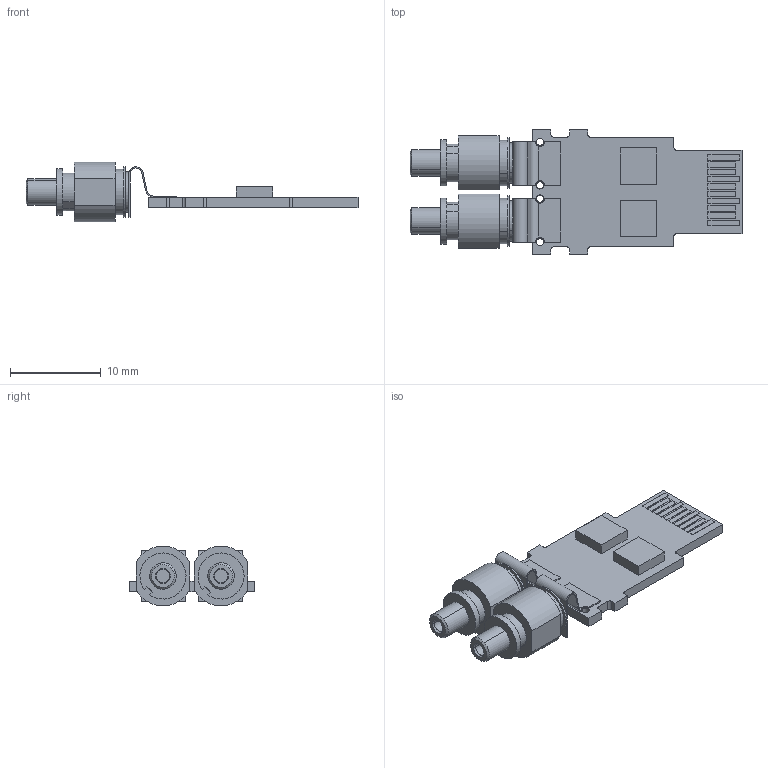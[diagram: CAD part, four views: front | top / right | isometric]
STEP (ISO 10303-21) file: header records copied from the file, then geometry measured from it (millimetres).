
FILE_DESCRIPTION((''),'2;1');
FILE_NAME('PCBM_CERN_VTTX V2_Part1.stp','2014-01-15T14:35:23',(''),(''),'Mechanical Desktop 2011','Mechanical Desktop 2011',', , ');
FILE_SCHEMA(('AUTOMOTIVE_DESIGN { 1 2 10303 214 1 1 1 1 }'));
Length unit declared in the file: millimetre
Products named in the file (1): Product
Bounding box: 36.58 x 13.7 x 6.58 mm (x, y, z)
Volume: 797.6 mm3; surface area: 1614.5 mm2
Topology: 27 solids, 27 shells, 278 faces, 630 edges, 418 vertices
Faces by surface type: plane 200, cylinder 58, bspline 12, cone 8
Entity records: 7980 total; most frequent: CARTESIAN_POINT 1563, DIRECTION 1290, ORIENTED_EDGE 1260, EDGE_CURVE 630, VECTOR 488, LINE 488, VERTEX_POINT 418, AXIS2_PLACEMENT_3D 401
